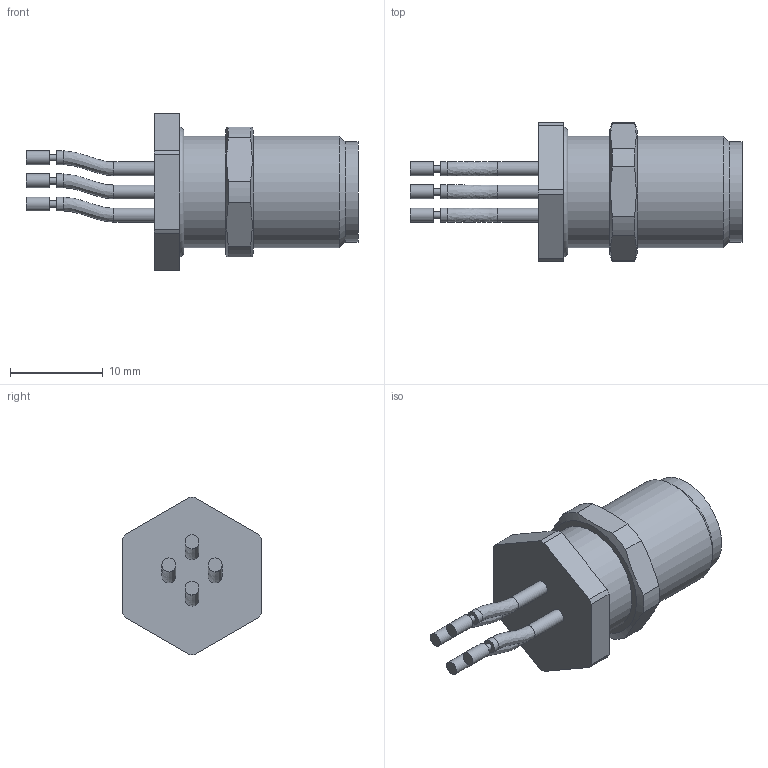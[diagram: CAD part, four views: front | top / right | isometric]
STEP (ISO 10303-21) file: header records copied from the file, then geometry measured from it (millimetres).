
FILE_DESCRIPTION(/* description */ (''),/* implementation_level */ '2;1');
FILE_NAME(/* name */ 'RA-FHM12SUA4-m_M12_stp.stp',/* time_stamp */ '2016-09-16T14:32:33+02:00',/* author */ (''),/* organization */ (''),/* preprocessor_version */ 'ST-DEVELOPER v16',/* originating_system */ 'SIEMENS PLM Software NX 10.0',/* authorisation */ '');
FILE_SCHEMA (('AUTOMOTIVE_DESIGN { 1 0 10303 214 3 1 1 1 }'));
Length unit declared in the file: millimetre
Products named in the file (1): RA-FHM12SUA4-m_M12_stp
Bounding box: 35.85 x 15 x 17 mm (x, y, z)
Volume: 2463.2 mm3; surface area: 2001.8 mm2
Topology: 1 solids, 1 shells, 204 faces, 511 edges, 333 vertices
Faces by surface type: plane 82, cylinder 61, extrusion 32, torus 11, bspline 10, cone 4, sphere 4
Full cylindrical faces by diameter (mm): 0.7 x4, 1 x4, 1.5 x12, 2 x1, 8.4 x1, 10.8 x1, 12 x2
Entity records: 6363 total; most frequent: CARTESIAN_POINT 1820, ORIENTED_EDGE 898, DIRECTION 879, EDGE_CURVE 449, AXIS2_PLACEMENT_3D 313, VERTEX_POINT 310, EDGE_LOOP 267, VECTOR 253
